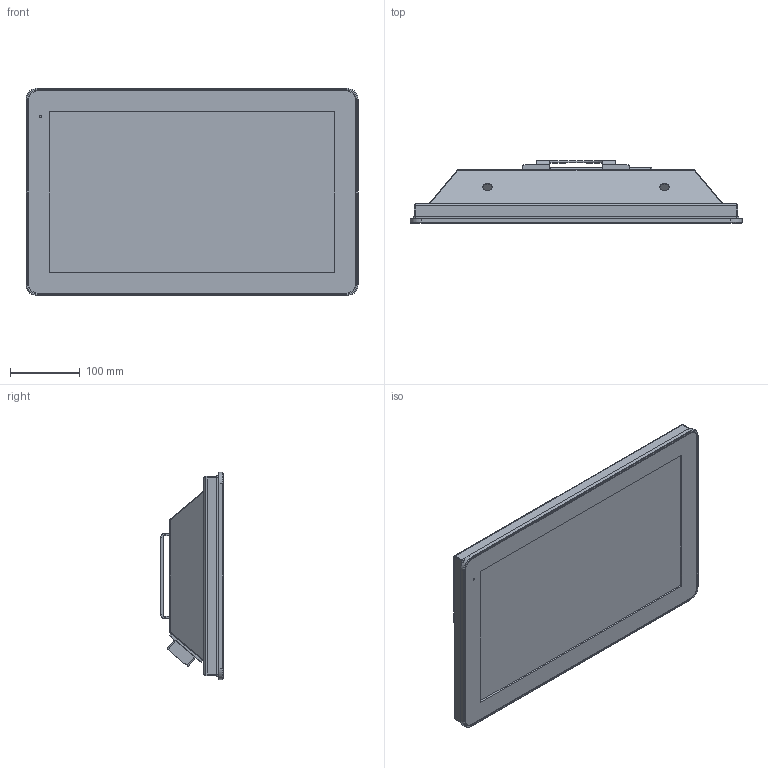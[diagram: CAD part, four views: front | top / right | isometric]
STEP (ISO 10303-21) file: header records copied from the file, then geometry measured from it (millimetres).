
FILE_DESCRIPTION (( 'STEP AP203' ), '1' );
FILE_NAME ('506-02116 66K.STEP', '2025-02-18T16:48:40', ( 'Proprietaire' ), ( '' ), 'SwSTEP 2.0', 'SolidWorks 2022', '' );
FILE_SCHEMA (( 'CONFIG_CONTROL_DESIGN' ));
Length unit declared in the file: millimetre
Products named in the file (1): 506-02116 66K
Bounding box: 476.25 x 89.17 x 297.33 mm (x, y, z)
Volume: 2413953.7 mm3; surface area: 837112.8 mm2
Topology: 1 solids, 1 shells, 1133 faces, 2815 edges, 1856 vertices
Faces by surface type: plane 628, cylinder 311, cone 156, bspline 28, torus 10
Full cylindrical faces by diameter (mm): 2.467 x2, 2.845 x4, 3 x1, 3.3 x8, 3.302 x2, 3.797 x30, 3.969 x2, 4.2 x2, 4.305 x38, 4.623 x2, 4.8 x2, 5.156 x2, 5.8 x2, 6.4 x30, 6.401 x38, 6.75 x30, 7.96 x2, 8 x2, 9.525 x2, 9.53 x2, 10 x2, 12 x1, 13.5 x2, 38.1 x1
Entity records: 32509 total; most frequent: CARTESIAN_POINT 7690, DIRECTION 4934, ORIENTED_EDGE 4796, EDGE_CURVE 2398, AXIS2_PLACEMENT_3D 1948, VERTEX_POINT 1700, EDGE_LOOP 1666, FACE_OUTER_BOUND 1352
